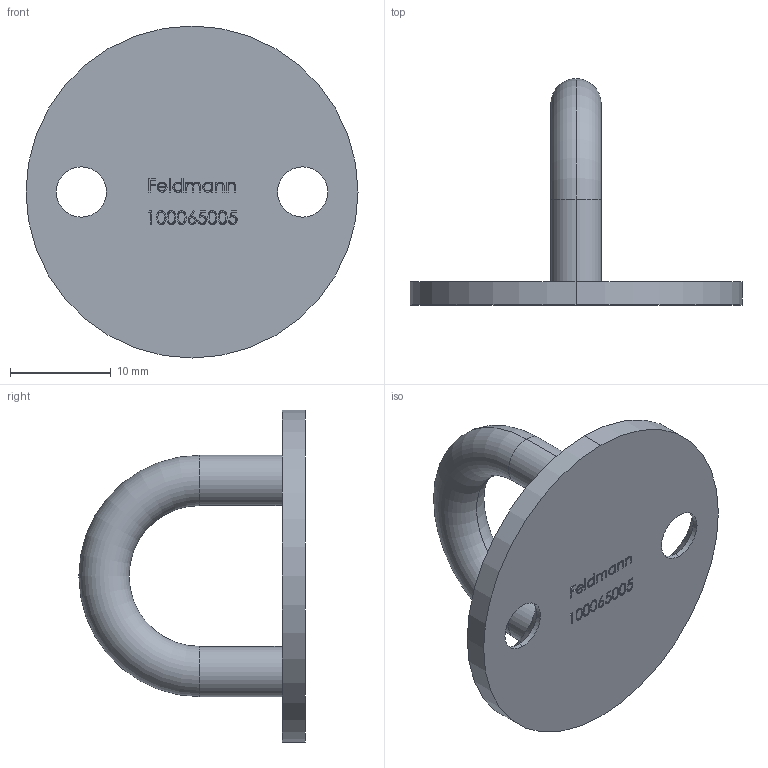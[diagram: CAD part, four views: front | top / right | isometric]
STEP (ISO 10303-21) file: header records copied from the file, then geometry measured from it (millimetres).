
FILE_DESCRIPTION (( 'STEP AP203' ), '1' );
FILE_NAME ('100065005.step', '2017-11-02T10:37:49', ( '' ), ( '' ), 'SwSTEP 2.0', 'SolidWorks 2015', '' );
FILE_SCHEMA (( 'CONFIG_CONTROL_DESIGN' ));
Length unit declared in the file: millimetre
Products named in the file (1): 100065005
Bounding box: 33 x 22.5 x 33 mm (x, y, z)
Volume: 2724.9 mm3; surface area: 2615.8 mm2
Topology: 1 solids, 1 shells, 237 faces, 619 edges, 410 vertices
Faces by surface type: bspline 118, plane 103, cylinder 10, cone 4, torus 2
Entity records: 14572 total; most frequent: CARTESIAN_POINT 9441, ORIENTED_EDGE 1238, DIRECTION 649, EDGE_CURVE 619, VERTEX_POINT 410, LINE 357, VECTOR 357, EDGE_LOOP 269
